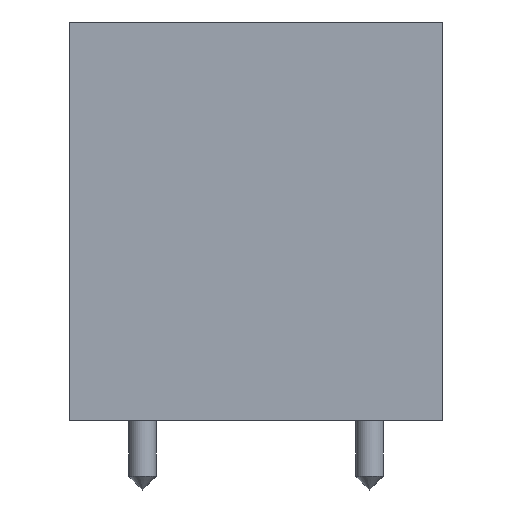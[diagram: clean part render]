
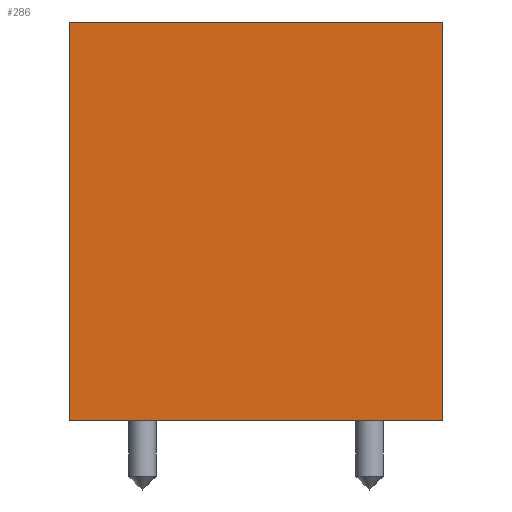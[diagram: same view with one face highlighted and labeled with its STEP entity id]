
A CAD part, front view. The second image highlights one B-rep face of the part: STEP entity #286.
In plain terms, the highlighted planar face has unit normal (0, -1, 0).
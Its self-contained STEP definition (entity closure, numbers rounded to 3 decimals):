
#49=FACE_OUTER_BOUND('',#68,.T.);
#68=EDGE_LOOP('',(#246,#247,#248,#249));
#89=LINE('',#456,#118);
#93=LINE('',#464,#122);
#99=LINE('',#475,#128);
#100=LINE('',#477,#129);
#118=VECTOR('',#380,10.);
#122=VECTOR('',#386,10.);
#128=VECTOR('',#396,10.);
#129=VECTOR('',#399,10.);
#146=VERTEX_POINT('',#454);
#147=VERTEX_POINT('',#455);
#150=VERTEX_POINT('',#463);
#153=VERTEX_POINT('',#473);
#177=EDGE_CURVE('',#146,#147,#89,.T.);
#181=EDGE_CURVE('',#147,#150,#93,.T.);
#187=EDGE_CURVE('',#146,#153,#99,.T.);
#188=EDGE_CURVE('',#150,#153,#100,.T.);
#246=ORIENTED_EDGE('',*,*,#177,.F.);
#247=ORIENTED_EDGE('',*,*,#187,.T.);
#248=ORIENTED_EDGE('',*,*,#188,.F.);
#249=ORIENTED_EDGE('',*,*,#181,.F.);
#269=PLANE('',#323);
#286=ADVANCED_FACE('',(#49),#269,.T.);
#323=AXIS2_PLACEMENT_3D('',#476,#397,#398);
#380=DIRECTION('',(-1.,0.,0.));
#386=DIRECTION('',(0.,0.,1.));
#396=DIRECTION('',(0.,0.,1.));
#397=DIRECTION('center_axis',(0.,-1.,0.));
#398=DIRECTION('ref_axis',(1.,0.,0.));
#399=DIRECTION('',(1.,0.,0.));
#454=CARTESIAN_POINT('',(6.75,-2.5,0.));
#455=CARTESIAN_POINT('',(-6.75,-2.5,0.));
#456=CARTESIAN_POINT('',(6.75,-2.5,0.));
#463=CARTESIAN_POINT('',(-6.75,-2.5,14.4));
#464=CARTESIAN_POINT('',(-6.75,-2.5,0.));
#473=CARTESIAN_POINT('',(6.75,-2.5,14.4));
#475=CARTESIAN_POINT('',(6.75,-2.5,0.));
#476=CARTESIAN_POINT('Origin',(-6.75,-2.5,0.));
#477=CARTESIAN_POINT('',(6.75,-2.5,14.4));
